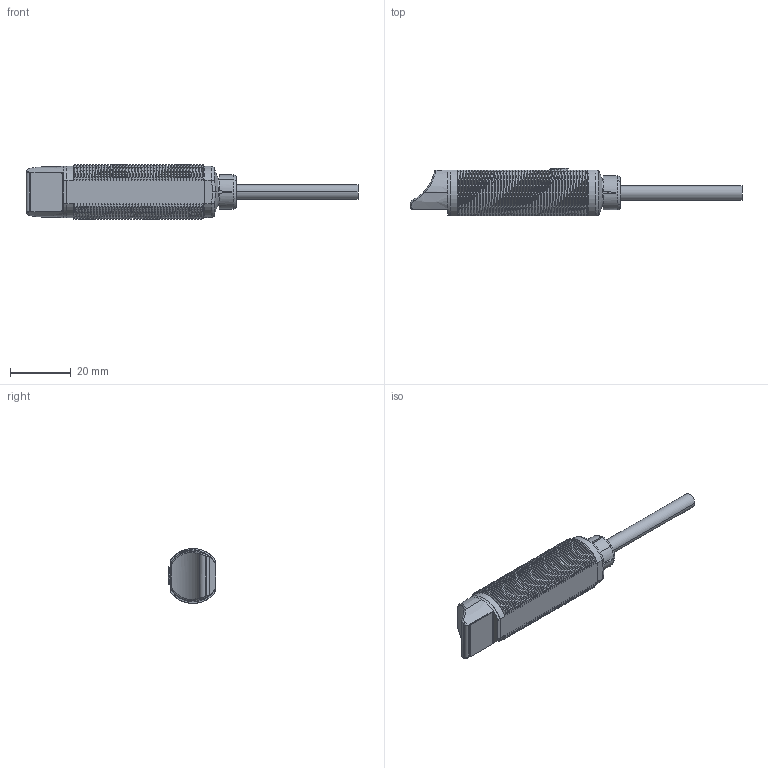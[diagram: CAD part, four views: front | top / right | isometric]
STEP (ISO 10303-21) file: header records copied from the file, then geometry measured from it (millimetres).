
FILE_DESCRIPTION((''),'2;1');
FILE_NAME('GLK18_S_CABLE_POTI','2011-08-05T',('XHMao'),(''),'PRO/ENGINEER BY PARAMETRIC TECHNOLOGY CORPORATION, 2006140','PRO/ENGINEER BY PARAMETRIC TECHNOLOGY CORPORATION, 2006140','');
FILE_SCHEMA(('CONFIG_CONTROL_DESIGN'));
Length unit declared in the file: millimetre
Products named in the file (1): GLK18_S_CABLE_POTI
Bounding box: 108.92 x 15.6 x 18 mm (x, y, z)
Volume: 6371.3 mm3; surface area: 10947.3 mm2
Topology: 2 solids, 3 shells, 1333 faces, 3816 edges, 2477 vertices
Faces by surface type: plane 533, cylinder 397, bspline 283, cone 65, torus 38, extrusion 10, sphere 7
Entity records: 64474 total; most frequent: CARTESIAN_POINT 32489, ORIENTED_EDGE 7612, DIRECTION 5300, EDGE_CURVE 3806, VERTEX_POINT 2457, VECTOR 1874, LINE 1864, AXIS2_PLACEMENT_3D 1713
